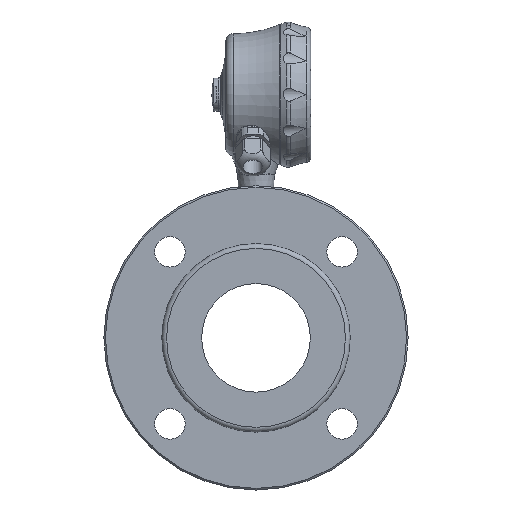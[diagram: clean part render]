
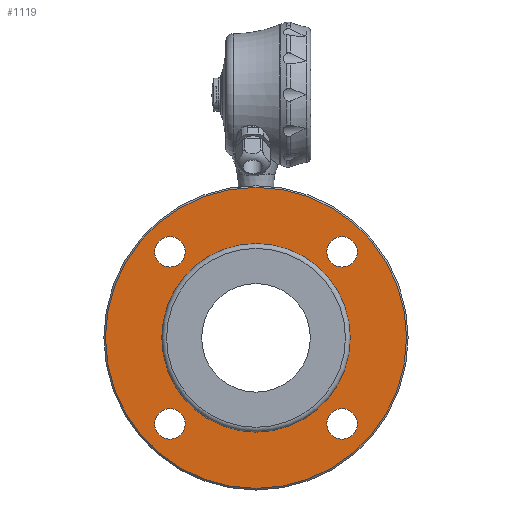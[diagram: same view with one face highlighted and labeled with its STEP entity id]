
A CAD part, front view. The second image highlights one B-rep face of the part: STEP entity #1119.
In plain terms, the highlighted planar face has unit normal (0, -1, 0).
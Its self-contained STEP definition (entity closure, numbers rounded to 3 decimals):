
#1119 = ADVANCED_FACE( '', ( #2515, #2516, #2517, #2518, #2519, #2520 ), #2521, .T. );
#2515 = FACE_OUTER_BOUND( '', #4476, .T. );
#2516 = FACE_BOUND( '', #4477, .T. );
#2517 = FACE_BOUND( '', #4478, .T. );
#2518 = FACE_BOUND( '', #4479, .T. );
#2519 = FACE_BOUND( '', #4480, .T. );
#2520 = FACE_BOUND( '', #4481, .T. );
#2521 = PLANE( '', #4482 );
#4476 = EDGE_LOOP( '', ( #8181 ) );
#4477 = EDGE_LOOP( '', ( #8182 ) );
#4478 = EDGE_LOOP( '', ( #8183 ) );
#4479 = EDGE_LOOP( '', ( #8184 ) );
#4480 = EDGE_LOOP( '', ( #8185 ) );
#4481 = EDGE_LOOP( '', ( #8186 ) );
#4482 = AXIS2_PLACEMENT_3D( '', #8187, #8188, #8189 );
#8181 = ORIENTED_EDGE( '', *, *, #11139, .T. );
#8182 = ORIENTED_EDGE( '', *, *, #11375, .F. );
#8183 = ORIENTED_EDGE( '', *, *, #11376, .F. );
#8184 = ORIENTED_EDGE( '', *, *, #11358, .F. );
#8185 = ORIENTED_EDGE( '', *, *, #11286, .F. );
#8186 = ORIENTED_EDGE( '', *, *, #10746, .F. );
#8187 = CARTESIAN_POINT( '', ( 0., -93., 59. ) );
#8188 = DIRECTION( '', ( 0., -1., 0. ) );
#8189 = DIRECTION( '', ( 0., 0., 1. ) );
#10746 = EDGE_CURVE( '', #12947, #12947, #12948, .T. );
#11139 = EDGE_CURVE( '', #13560, #13560, #13561, .T. );
#11286 = EDGE_CURVE( '', #13753, #13753, #13754, .T. );
#11358 = EDGE_CURVE( '', #13844, #13844, #13845, .T. );
#11375 = EDGE_CURVE( '', #13862, #13862, #13863, .T. );
#11376 = EDGE_CURVE( '', #13864, #13864, #13865, .T. );
#12947 = VERTEX_POINT( '', #17467 );
#12948 = CIRCLE( '', #17468, 59. );
#13560 = VERTEX_POINT( '', #18991 );
#13561 = CIRCLE( '', #18992, 94.25 );
#13753 = VERTEX_POINT( '', #19664 );
#13754 = CIRCLE( '', #19665, 9.55 );
#13844 = VERTEX_POINT( '', #19836 );
#13845 = CIRCLE( '', #19837, 9.55 );
#13862 = VERTEX_POINT( '', #19877 );
#13863 = CIRCLE( '', #19878, 9.55 );
#13864 = VERTEX_POINT( '', #19879 );
#13865 = CIRCLE( '', #19880, 9.55 );
#17467 = CARTESIAN_POINT( '', ( 0., -93., 59. ) );
#17468 = AXIS2_PLACEMENT_3D( '', #21948, #21949, #21950 );
#18991 = CARTESIAN_POINT( '', ( 0., -93., 94.25 ) );
#18992 = AXIS2_PLACEMENT_3D( '', #22456, #22457, #22458 );
#19664 = CARTESIAN_POINT( '', ( 44.332, -93., 53.882 ) );
#19665 = AXIS2_PLACEMENT_3D( '', #22565, #22566, #22567 );
#19836 = CARTESIAN_POINT( '', ( -53.882, -93., 44.332 ) );
#19837 = AXIS2_PLACEMENT_3D( '', #22621, #22622, #22623 );
#19877 = CARTESIAN_POINT( '', ( 53.882, -93., -44.332 ) );
#19878 = AXIS2_PLACEMENT_3D( '', #22629, #22630, #22631 );
#19879 = CARTESIAN_POINT( '', ( -44.332, -93., -53.882 ) );
#19880 = AXIS2_PLACEMENT_3D( '', #22632, #22633, #22634 );
#21948 = CARTESIAN_POINT( '', ( 0., -93., 0. ) );
#21949 = DIRECTION( '', ( 0., -1., 0. ) );
#21950 = DIRECTION( '', ( 0., 0., 1. ) );
#22456 = CARTESIAN_POINT( '', ( 0., -93., 0. ) );
#22457 = DIRECTION( '', ( 0., -1., 0. ) );
#22458 = DIRECTION( '', ( 0., 0., 1. ) );
#22565 = CARTESIAN_POINT( '', ( 53.882, -93., 53.882 ) );
#22566 = DIRECTION( '', ( 0., -1., 0. ) );
#22567 = DIRECTION( '', ( -1., 0., 0. ) );
#22621 = CARTESIAN_POINT( '', ( -53.882, -93., 53.882 ) );
#22622 = DIRECTION( '', ( 0., -1., 0. ) );
#22623 = DIRECTION( '', ( 0., 0., -1. ) );
#22629 = CARTESIAN_POINT( '', ( 53.882, -93., -53.882 ) );
#22630 = DIRECTION( '', ( 0., -1., 0. ) );
#22631 = DIRECTION( '', ( 0., 0., 1. ) );
#22632 = CARTESIAN_POINT( '', ( -53.882, -93., -53.882 ) );
#22633 = DIRECTION( '', ( 0., -1., 0. ) );
#22634 = DIRECTION( '', ( 1., 0., 0. ) );
